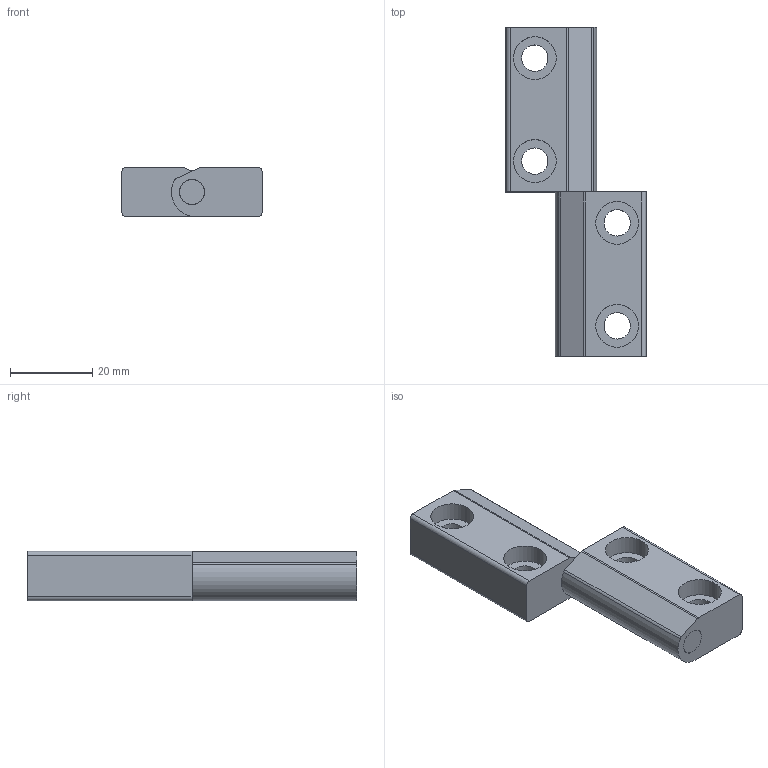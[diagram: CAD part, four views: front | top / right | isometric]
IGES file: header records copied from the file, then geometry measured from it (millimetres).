
Global section: file name: 611818.stp.ipt; native system: Autodesk Inventor 2014; preprocessor: unknown; author: zeman; date: 20151020.100052; units: millimetre
Bounding box: 34 x 80 x 12 mm (x, y, z)
Volume: 16719.4 mm3; surface area: 9714.2 mm2
Topology: 3 solids, 3 shells, 140 faces, 325 edges, 219 vertices
Faces by surface type: plane 118, cylinder 11, revolution 10, cone 1
Full cylindrical faces by diameter (mm): 6 x1
